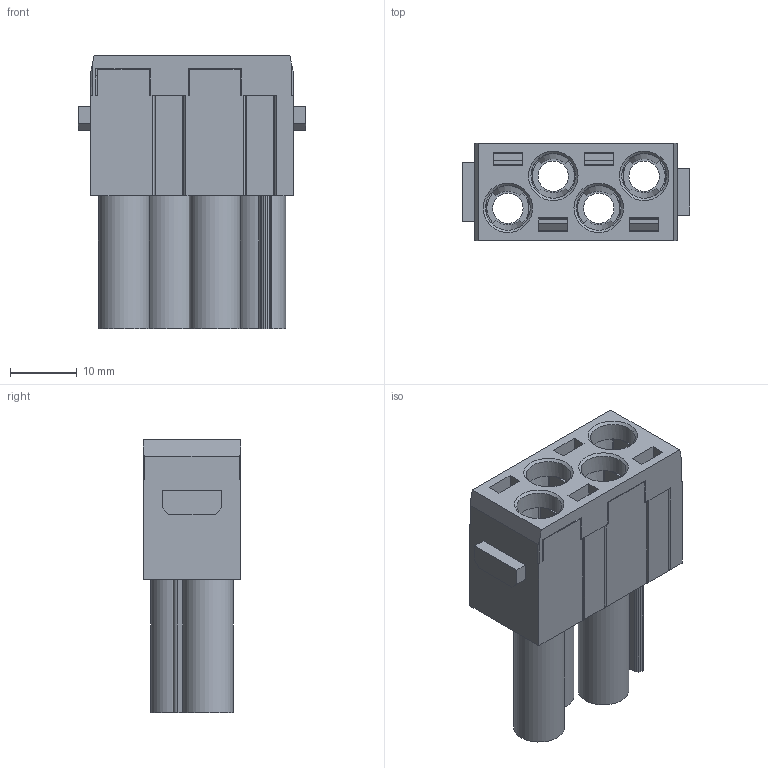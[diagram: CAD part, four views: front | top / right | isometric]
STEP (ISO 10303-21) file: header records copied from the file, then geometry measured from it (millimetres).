
FILE_DESCRIPTION(/* description */ (''),/* implementation_level */ '2;1');
FILE_NAME(/* name */ 'HMK-004-FC.stp',/* time_stamp */ '2023-02-08T23:35:03+08:00',/* author */ (''),/* organization */ (''),/* preprocessor_version */ 'ST-DEVELOPER v16',/* originating_system */ 'SIEMENS PLM Software NX 10.0',/* authorisation */ '');
FILE_SCHEMA (('AUTOMOTIVE_DESIGN { 1 0 10303 214 3 1 1 1 }'));
Length unit declared in the file: millimetre
Products named in the file (1): Admi0A2C26ACro95
Bounding box: 34 x 14.6 x 40.9 mm (x, y, z)
Volume: 6692.9 mm3; surface area: 11912.7 mm2
Topology: 1 solids, 1 shells, 378 faces, 1068 edges, 688 vertices
Faces by surface type: plane 284, cylinder 70, cone 24
Full cylindrical faces by diameter (mm): 4.55 x4, 6.3 x8, 6.7 x4, 7.6 x2
Entity records: 12124 total; most frequent: CARTESIAN_POINT 2590, ORIENTED_EDGE 2062, DIRECTION 1816, EDGE_CURVE 1031, LINE 682, VECTOR 682, VERTEX_POINT 677, AXIS2_PLACEMENT_3D 567
